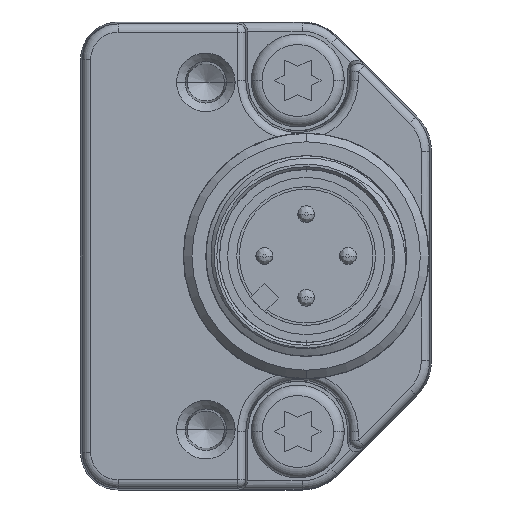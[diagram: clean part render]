
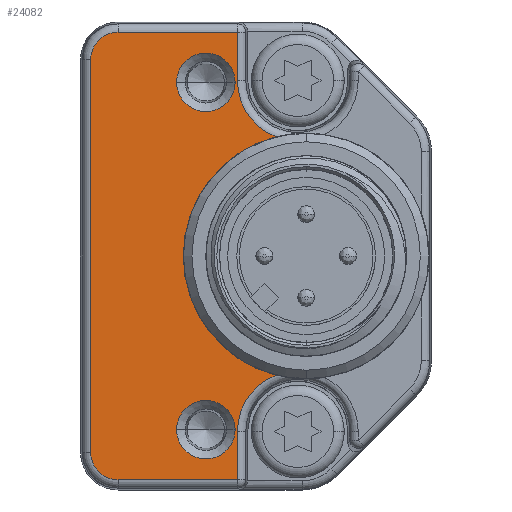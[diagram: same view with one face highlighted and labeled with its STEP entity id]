
A CAD part, left-side view. The second image highlights one B-rep face of the part: STEP entity #24082.
In plain terms, the highlighted planar face has unit normal (-1, 0, 0).
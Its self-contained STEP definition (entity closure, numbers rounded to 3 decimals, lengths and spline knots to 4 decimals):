
#221=CARTESIAN_POINT('',(-0.5118,0.315,
-0.4134));
#222=DIRECTION('',(1.,0.,0.));
#223=DIRECTION('',(0.,1.,0.));
#224=AXIS2_PLACEMENT_3D('',#221,#222,#223);
#226=DIRECTION('',(0.,0.,1.));
#227=VECTOR('',#226,0.1138);
#228=CARTESIAN_POINT('',(-0.5118,0.4572,
-0.5272));
#229=LINE('',#228,#227);
#230=DIRECTION('',(0.,-1.,0.));
#231=VECTOR('',#230,0.281);
#232=CARTESIAN_POINT('',(-0.5118,0.7382,
-0.5272));
#233=LINE('',#232,#231);
#234=CARTESIAN_POINT('',(-0.5118,0.7382,
-0.4626));
#235=DIRECTION('',(-1.,0.,0.));
#236=DIRECTION('',(0.,1.,0.));
#237=AXIS2_PLACEMENT_3D('',#234,#235,#236);
#239=DIRECTION('',(0.,0.,-1.));
#240=VECTOR('',#239,0.9252);
#241=CARTESIAN_POINT('',(-0.5118,0.8028,
0.4626));
#242=LINE('',#241,#240);
#243=CARTESIAN_POINT('',(-0.5118,0.7382,
0.4626));
#244=DIRECTION('',(-1.,0.,0.));
#245=DIRECTION('',(0.,0.,1.));
#246=AXIS2_PLACEMENT_3D('',#243,#244,#245);
#248=DIRECTION('',(0.,1.,0.));
#249=VECTOR('',#248,0.281);
#250=CARTESIAN_POINT('',(-0.5118,0.4572,
0.5272));
#251=LINE('',#250,#249);
#252=DIRECTION('',(0.,0.,1.));
#253=VECTOR('',#252,0.1138);
#254=CARTESIAN_POINT('',(-0.5118,0.4572,
0.4134));
#255=LINE('',#254,#253);
#256=CARTESIAN_POINT('',(-0.5118,0.315,
0.4134));
#257=DIRECTION('',(1.,0.,0.));
#258=DIRECTION('',(0.,0.359,-0.933));
#259=AXIS2_PLACEMENT_3D('',#256,#257,#258);
#261=CARTESIAN_POINT('',(-0.5118,0.2953,0.));
#262=DIRECTION('',(-1.,0.,0.));
#263=DIRECTION('',(0.,0.244,0.97));
#264=AXIS2_PLACEMENT_3D('',#261,#262,#263);
#266=CARTESIAN_POINT('',(-0.5118,0.5315,
-0.4091));
#267=DIRECTION('',(1.,0.,0.));
#268=DIRECTION('',(0.,1.,0.));
#269=AXIS2_PLACEMENT_3D('',#266,#267,#268);
#271=CARTESIAN_POINT('',(-0.5118,0.5315,
-0.4091));
#272=DIRECTION('',(1.,0.,0.));
#273=DIRECTION('',(0.,-1.,0.));
#274=AXIS2_PLACEMENT_3D('',#271,#272,#273);
#276=CARTESIAN_POINT('',(-0.5118,0.5315,
0.4091));
#277=DIRECTION('',(1.,0.,0.));
#278=DIRECTION('',(0.,1.,0.));
#279=AXIS2_PLACEMENT_3D('',#276,#277,#278);
#281=CARTESIAN_POINT('',(-0.5118,0.5315,
0.4091));
#282=DIRECTION('',(1.,0.,0.));
#283=DIRECTION('',(0.,-1.,0.));
#284=AXIS2_PLACEMENT_3D('',#281,#282,#283);
#20871=CARTESIAN_POINT('',(-0.5118,0.8028,
-0.4626));
#20872=CARTESIAN_POINT('',(-0.5118,0.7382,
-0.5272));
#20873=VERTEX_POINT('',#20871);
#20874=VERTEX_POINT('',#20872);
#20879=CARTESIAN_POINT('',(-0.5118,0.8028,
0.4626));
#20880=VERTEX_POINT('',#20879);
#20883=CARTESIAN_POINT('',(-0.5118,0.7382,
0.5272));
#20884=VERTEX_POINT('',#20883);
#20907=CARTESIAN_POINT('',(-0.5118,0.6004,
-0.4091));
#20908=CARTESIAN_POINT('',(-0.5118,0.4626,
-0.4091));
#20909=VERTEX_POINT('',#20907);
#20910=VERTEX_POINT('',#20908);
#20911=CARTESIAN_POINT('',(-0.5118,0.6004,
0.4091));
#20912=CARTESIAN_POINT('',(-0.5118,0.4626,
0.4091));
#20913=VERTEX_POINT('',#20911);
#20914=VERTEX_POINT('',#20912);
#20943=CARTESIAN_POINT('',(-0.5118,0.4572,
-0.4134));
#20944=CARTESIAN_POINT('',(-0.5118,0.366,
-0.2806));
#20945=VERTEX_POINT('',#20943);
#20946=VERTEX_POINT('',#20944);
#20947=CARTESIAN_POINT('',(-0.5118,0.4572,
-0.5272));
#20948=VERTEX_POINT('',#20947);
#20971=CARTESIAN_POINT('',(-0.5118,0.366,
0.2806));
#20972=CARTESIAN_POINT('',(-0.5118,0.4572,
0.4134));
#20973=VERTEX_POINT('',#20971);
#20974=VERTEX_POINT('',#20972);
#20975=CARTESIAN_POINT('',(-0.5118,0.4572,
0.5272));
#20976=VERTEX_POINT('',#20975);
#24044=CARTESIAN_POINT('',(-0.5118,0.,0.));
#24045=DIRECTION('',(-1.,0.,0.));
#24046=DIRECTION('',(0.,0.,1.));
#24047=AXIS2_PLACEMENT_3D('',#24044,#24045,#24046);
#24048=PLANE('',#24047);
#24050=ORIENTED_EDGE('',*,*,#24049,.F.);
#24052=ORIENTED_EDGE('',*,*,#24051,.F.);
#24054=ORIENTED_EDGE('',*,*,#24053,.F.);
#24056=ORIENTED_EDGE('',*,*,#24055,.F.);
#24057=ORIENTED_EDGE('',*,*,#24034,.F.);
#24059=ORIENTED_EDGE('',*,*,#24058,.F.);
#24061=ORIENTED_EDGE('',*,*,#24060,.F.);
#24063=ORIENTED_EDGE('',*,*,#24062,.F.);
#24065=ORIENTED_EDGE('',*,*,#24064,.F.);
#24067=ORIENTED_EDGE('',*,*,#24066,.T.);
#24068=EDGE_LOOP('',(#24050,#24052,#24054,#24056,#24057,#24059,#24061,#24063,
#24065,#24067));
#24069=FACE_OUTER_BOUND('',#24068,.F.);
#24071=ORIENTED_EDGE('',*,*,#24070,.F.);
#24073=ORIENTED_EDGE('',*,*,#24072,.F.);
#24074=EDGE_LOOP('',(#24071,#24073));
#24075=FACE_BOUND('',#24074,.F.);
#24077=ORIENTED_EDGE('',*,*,#24076,.F.);
#24079=ORIENTED_EDGE('',*,*,#24078,.F.);
#24080=EDGE_LOOP('',(#24077,#24079));
#24081=FACE_BOUND('',#24080,.F.);
#24082=ADVANCED_FACE('',(#24069,#24075,#24081),#24048,.T.);
#225=CIRCLE('',#224,0.1423);
#238=CIRCLE('',#237,0.0646);
#247=CIRCLE('',#246,0.0646);
#260=CIRCLE('',#259,0.1423);
#265=CIRCLE('',#264,0.2894);
#270=CIRCLE('',#269,0.0689);
#275=CIRCLE('',#274,0.0689);
#280=CIRCLE('',#279,0.0689);
#285=CIRCLE('',#284,0.0689);
#24034=EDGE_CURVE('',#20880,#20873,#242,.T.);
#24049=EDGE_CURVE('',#20945,#20946,#225,.T.);
#24051=EDGE_CURVE('',#20948,#20945,#229,.T.);
#24053=EDGE_CURVE('',#20874,#20948,#233,.T.);
#24055=EDGE_CURVE('',#20873,#20874,#238,.T.);
#24058=EDGE_CURVE('',#20884,#20880,#247,.T.);
#24060=EDGE_CURVE('',#20976,#20884,#251,.T.);
#24062=EDGE_CURVE('',#20974,#20976,#255,.T.);
#24064=EDGE_CURVE('',#20973,#20974,#260,.T.);
#24066=EDGE_CURVE('',#20973,#20946,#265,.T.);
#24070=EDGE_CURVE('',#20909,#20910,#270,.T.);
#24072=EDGE_CURVE('',#20910,#20909,#275,.T.);
#24076=EDGE_CURVE('',#20913,#20914,#280,.T.);
#24078=EDGE_CURVE('',#20914,#20913,#285,.T.);
